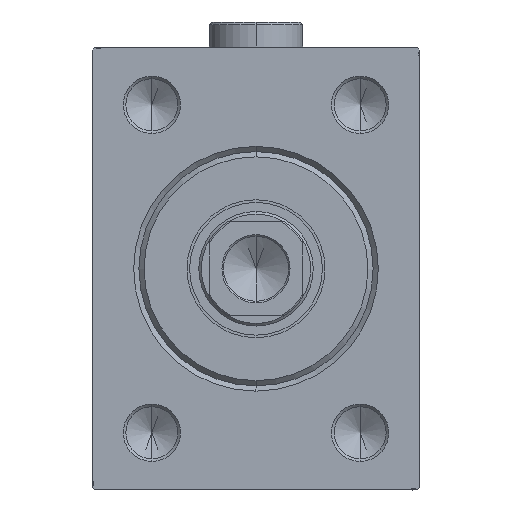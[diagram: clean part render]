
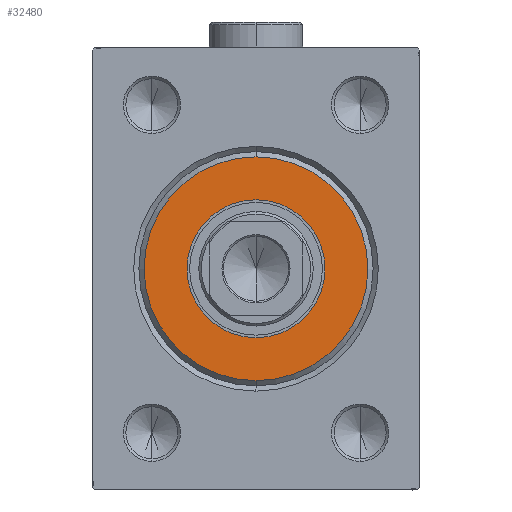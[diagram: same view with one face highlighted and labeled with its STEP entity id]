
A CAD part, left-side view. The second image highlights one B-rep face of the part: STEP entity #32480.
In plain terms, the highlighted face is planar.
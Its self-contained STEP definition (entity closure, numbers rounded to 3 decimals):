
#1145 = DIRECTION ( 'NONE',  ( 0., 0., -1. ) ) ;
#1640 = CIRCLE ( 'NONE', #29617, 21.5 ) ;
#2745 = EDGE_CURVE ( 'NONE', #28353, #27139, #19095, .T. ) ;
#6568 = CIRCLE ( 'NONE', #8784, 13.25 ) ;
#8339 = AXIS2_PLACEMENT_3D ( 'NONE', #36208, #18636, #1145 ) ;
#8784 = AXIS2_PLACEMENT_3D ( 'NONE', #45400, #30682, #20498 ) ;
#10210 = CARTESIAN_POINT ( 'NONE',  ( 3., 0., 0. ) ) ;
#10305 = ORIENTED_EDGE ( 'NONE', *, *, #43254, .F. ) ;
#10347 = DIRECTION ( 'NONE',  ( 0., 0., -1. ) ) ;
#11086 = DIRECTION ( 'NONE',  ( 1., 0., 0. ) ) ;
#13124 = FACE_OUTER_BOUND ( 'NONE', #26805, .T. ) ;
#13355 = PLANE ( 'NONE',  #28486 ) ;
#13656 = ORIENTED_EDGE ( 'NONE', *, *, #2745, .T. ) ;
#13859 = EDGE_LOOP ( 'NONE', ( #36030, #10305 ) ) ;
#14504 = ORIENTED_EDGE ( 'NONE', *, *, #19411, .T. ) ;
#18367 = AXIS2_PLACEMENT_3D ( 'NONE', #10210, #30998, #31461 ) ;
#18636 = DIRECTION ( 'NONE',  ( 1., 0., 0. ) ) ;
#19095 = CIRCLE ( 'NONE', #18367, 21.5 ) ;
#19411 = EDGE_CURVE ( 'NONE', #27139, #28353, #1640, .T. ) ;
#20498 = DIRECTION ( 'NONE',  ( 0., 0., -1. ) ) ;
#21468 = DIRECTION ( 'NONE',  ( 0., 0., -1. ) ) ;
#21586 = EDGE_CURVE ( 'NONE', #37490, #31207, #40714, .T. ) ;
#24185 = FACE_BOUND ( 'NONE', #13859, .T. ) ;
#26805 = EDGE_LOOP ( 'NONE', ( #13656, #14504 ) ) ;
#27139 = VERTEX_POINT ( 'NONE', #44424 ) ;
#27655 = CARTESIAN_POINT ( 'NONE',  ( 3., 0., 0. ) ) ;
#28353 = VERTEX_POINT ( 'NONE', #42855 ) ;
#28486 = AXIS2_PLACEMENT_3D ( 'NONE', #27655, #37829, #10347 ) ;
#29617 = AXIS2_PLACEMENT_3D ( 'NONE', #31655, #11086, #21468 ) ;
#30682 = DIRECTION ( 'NONE',  ( 1., 0., 0. ) ) ;
#30776 = CARTESIAN_POINT ( 'NONE',  ( 3., 0., 13.25 ) ) ;
#30998 = DIRECTION ( 'NONE',  ( 1., 0., 0. ) ) ;
#31207 = VERTEX_POINT ( 'NONE', #30776 ) ;
#31461 = DIRECTION ( 'NONE',  ( 0., 0., -1. ) ) ;
#31655 = CARTESIAN_POINT ( 'NONE',  ( 3., 0., 0. ) ) ;
#32480 = ADVANCED_FACE ( 'NONE', ( #13124, #24185 ), #13355, .T. ) ;
#36030 = ORIENTED_EDGE ( 'NONE', *, *, #21586, .F. ) ;
#36208 = CARTESIAN_POINT ( 'NONE',  ( 3., 0., 0. ) ) ;
#37490 = VERTEX_POINT ( 'NONE', #43509 ) ;
#37829 = DIRECTION ( 'NONE',  ( 1., 0., 0. ) ) ;
#40714 = CIRCLE ( 'NONE', #8339, 13.25 ) ;
#42855 = CARTESIAN_POINT ( 'NONE',  ( 3., 0., 21.5 ) ) ;
#43254 = EDGE_CURVE ( 'NONE', #31207, #37490, #6568, .T. ) ;
#43509 = CARTESIAN_POINT ( 'NONE',  ( 3., 0., -13.25 ) ) ;
#44424 = CARTESIAN_POINT ( 'NONE',  ( 3., 0., -21.5 ) ) ;
#45400 = CARTESIAN_POINT ( 'NONE',  ( 3., 0., 0. ) ) ;
